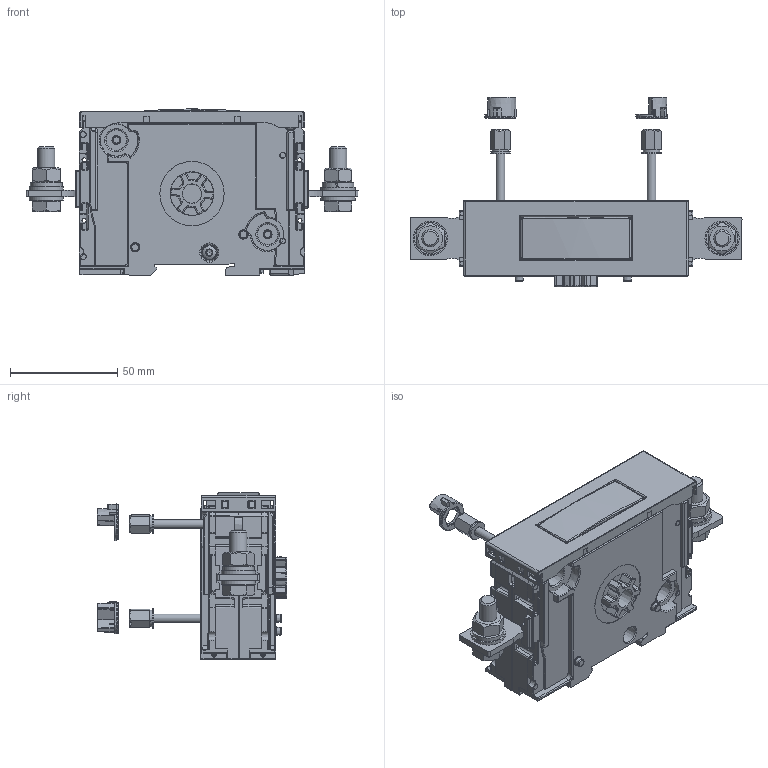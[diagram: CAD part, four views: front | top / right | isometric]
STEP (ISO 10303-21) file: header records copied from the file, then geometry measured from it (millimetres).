
FILE_DESCRIPTION(/* description */ (''),/* implementation_level */ '2;1');
FILE_NAME(/* name */ 'FILE_STP_CAD_DRAWING_3d_GLX420315_prt.stp',/* time_stamp */ '2022-06-01T18:05:48+02:00',/* author */ (''),/* organization */ (''),/* preprocessor_version */ 'ST-DEVELOPER v16.7',/* originating_system */ 'SIEMENS PLM Software NX 12.0',/* authorisation */ '');
FILE_SCHEMA (('AUTOMOTIVE_DESIGN { 1 0 10303 214 3 1 1 1 }'));
Products named in the file (1): 3d_GLX420315
Bounding box: 154.85 x 88.47 x 77.44 mm (x, y, z)
Surface area: 61307.8 mm2 (no closed solid volume)
Topology: 0 solids, 50 shells, 2066 faces, 6035 edges, 3886 vertices
Faces by surface type: plane 902, cylinder 626, bspline 256, cone 139, torus 75, sphere 68
Full cylindrical faces by diameter (mm): 2.1 x6, 3.31 x2, 3.4 x2, 4 x2, 4.3 x2, 4.5 x2, 8 x2, 9 x2, 11.63 x2, 16 x4, 20.45 x1, 26.4 x1
Entity records: 73184 total; most frequent: CARTESIAN_POINT 20962, DIRECTION 10635, ORIENTED_EDGE 10568, EDGE_CURVE 5771, VERTEX_POINT 3836, AXIS2_PLACEMENT_3D 3745, LINE 3145, VECTOR 3145
